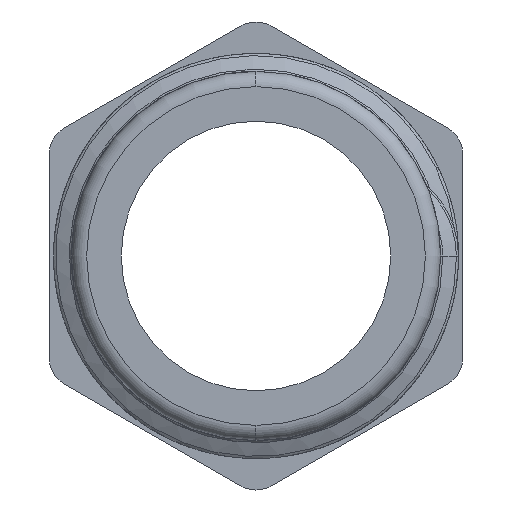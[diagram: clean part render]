
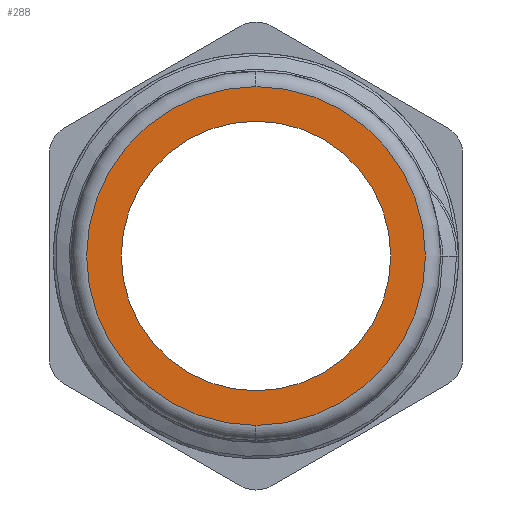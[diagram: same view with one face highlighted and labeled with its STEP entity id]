
A CAD part, left-side view. The second image highlights one B-rep face of the part: STEP entity #288.
In plain terms, the highlighted planar face has unit normal (-1, 0, 0).
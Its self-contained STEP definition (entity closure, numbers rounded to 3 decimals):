
#89 = EDGE_CURVE ( 'NONE', #10687, #10683, #4579, .T. ) ;
#90 = EDGE_CURVE ( 'NONE', #10663, #10664, #4567, .T. ) ;
#288 = ADVANCED_FACE ( 'NONE', ( #5610, #5611 ), #5612, .F. ) ;
#300 = EDGE_CURVE ( 'NONE', #10664, #10663, #9207, .T. ) ;
#327 = EDGE_CURVE ( 'NONE', #10683, #10687, #9237, .T. ) ;
#4218 = CARTESIAN_POINT ( 'NONE',  ( 0., 0., 0. ) ) ;
#4219 = DIRECTION ( 'NONE',  ( -1., 0., 0. ) ) ;
#4220 = DIRECTION ( 'NONE',  ( 0., 0., -1. ) ) ;
#4426 = CARTESIAN_POINT ( 'NONE',  ( 0., 0., 8.8 ) ) ;
#4427 = CARTESIAN_POINT ( 'NONE',  ( 0., 0., -8.8 ) ) ;
#4446 = CARTESIAN_POINT ( 'NONE',  ( 0., 0., 11.058 ) ) ;
#4450 = CARTESIAN_POINT ( 'NONE',  ( 0., 0., -11.058 ) ) ;
#4564 = AXIS2_PLACEMENT_3D ( 'NONE', #10487, #10488, #10489 ) ;
#4567 = CIRCLE ( 'NONE', #4564, 8.8 ) ;
#4569 = AXIS2_PLACEMENT_3D ( 'NONE', #10482, #10483, #10484 ) ;
#4579 = CIRCLE ( 'NONE', #4569, 11.058 ) ;
#5600 = CARTESIAN_POINT ( 'NONE',  ( 0., 0., -8.8 ) ) ;
#5610 = FACE_OUTER_BOUND ( 'NONE', #10813, .T. ) ;
#5611 = FACE_BOUND ( 'NONE', #10810, .T. ) ;
#5612 = PLANE ( 'NONE',  #9200 ) ;
#5613 = DIRECTION ( 'NONE',  ( 1., 0., 0. ) ) ;
#5614 = DIRECTION ( 'NONE',  ( 0., 0., -1. ) ) ;
#5669 = CARTESIAN_POINT ( 'NONE',  ( 0., 0., 0. ) ) ;
#5670 = DIRECTION ( 'NONE',  ( -1., 0., 0. ) ) ;
#5671 = DIRECTION ( 'NONE',  ( 0., 0., 1. ) ) ;
#9200 = AXIS2_PLACEMENT_3D ( 'NONE', #5600, #5613, #5614 ) ;
#9207 = CIRCLE ( 'NONE', #9210, 8.8 ) ;
#9210 = AXIS2_PLACEMENT_3D ( 'NONE', #5669, #5670, #5671 ) ;
#9237 = CIRCLE ( 'NONE', #9239, 11.058 ) ;
#9239 = AXIS2_PLACEMENT_3D ( 'NONE', #4218, #4219, #4220 ) ;
#10482 = CARTESIAN_POINT ( 'NONE',  ( 0., 0., 0. ) ) ;
#10483 = DIRECTION ( 'NONE',  ( -1., 0., 0. ) ) ;
#10484 = DIRECTION ( 'NONE',  ( 0., 0., -1. ) ) ;
#10487 = CARTESIAN_POINT ( 'NONE',  ( 0., 0., 0. ) ) ;
#10488 = DIRECTION ( 'NONE',  ( -1., 0., 0. ) ) ;
#10489 = DIRECTION ( 'NONE',  ( 0., 0., 1. ) ) ;
#10663 = VERTEX_POINT ( 'NONE', #4426 ) ;
#10664 = VERTEX_POINT ( 'NONE', #4427 ) ;
#10683 = VERTEX_POINT ( 'NONE', #4446 ) ;
#10687 = VERTEX_POINT ( 'NONE', #4450 ) ;
#10810 = EDGE_LOOP ( 'NONE', ( #10931, #10928 ) ) ;
#10813 = EDGE_LOOP ( 'NONE', ( #10932, #10930 ) ) ;
#10928 = ORIENTED_EDGE ( 'NONE', *, *, #300, .F. ) ;
#10930 = ORIENTED_EDGE ( 'NONE', *, *, #327, .T. ) ;
#10931 = ORIENTED_EDGE ( 'NONE', *, *, #90, .F. ) ;
#10932 = ORIENTED_EDGE ( 'NONE', *, *, #89, .T. ) ;
